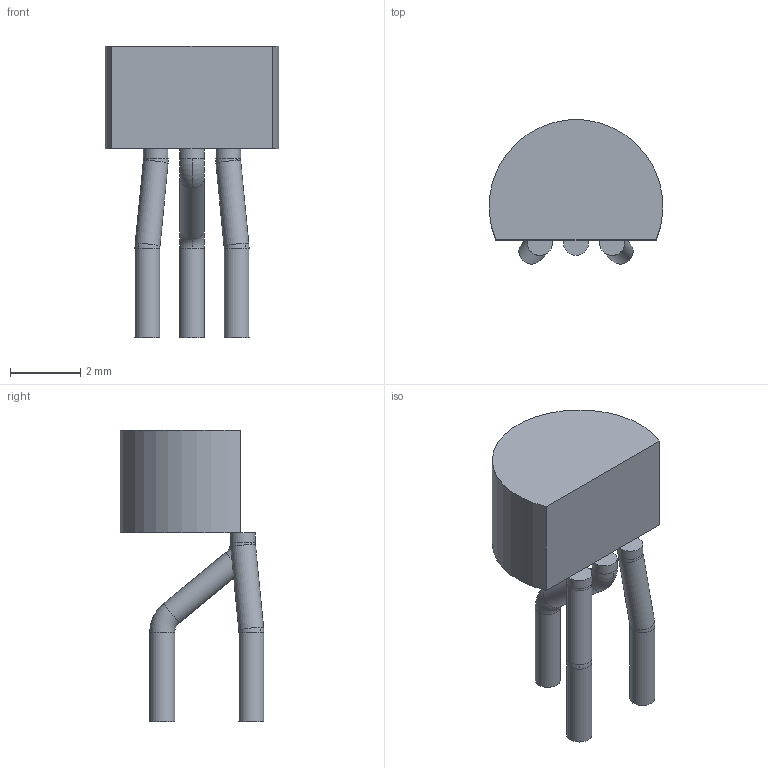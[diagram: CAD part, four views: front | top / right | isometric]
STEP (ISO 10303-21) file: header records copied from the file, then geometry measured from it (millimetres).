
FILE_DESCRIPTION(('STEP AP214'),'1');
FILE_NAME('TO-92','2019-04-18T04:01:30',(''),(''),'','','');
FILE_SCHEMA(('AUTOMOTIVE_DESIGN'));
Length unit declared in the file: millimetre
Products named in the file (1): product
Bounding box: 4.95 x 4.09 x 8.31 mm (x, y, z)
Surface area: 111.1 mm2 (no closed solid volume)
Topology: 0 solids, 31 shells, 31 faces, 93 edges, 84 vertices
Faces by surface type: torus 12, cylinder 10, plane 9
Full cylindrical faces by diameter (mm): 0.711 x9
Entity records: 1164 total; most frequent: DIRECTION 224, CARTESIAN_POINT 200, VERTEX_POINT 144, AXIS2_PLACEMENT_3D 108, ORIENTED_EDGE 84, EDGE_CURVE 84, CIRCLE 76, EDGE_LOOP 40
